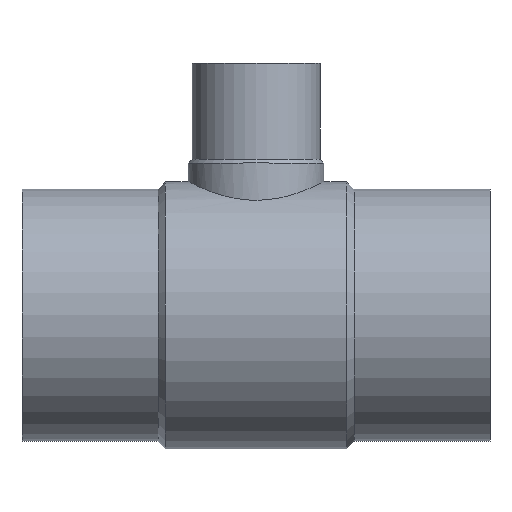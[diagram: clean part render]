
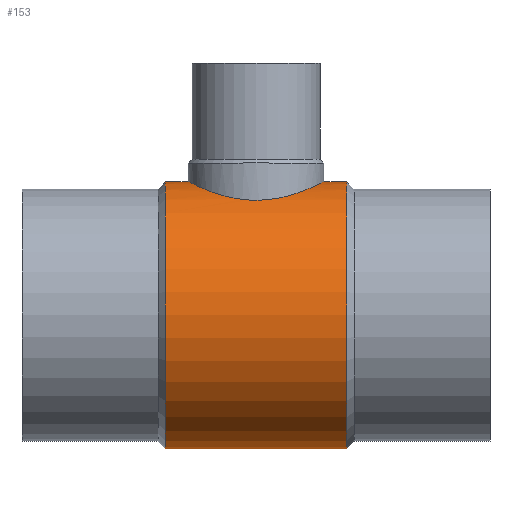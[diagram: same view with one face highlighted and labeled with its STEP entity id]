
A CAD part, top view. The second image highlights one B-rep face of the part: STEP entity #153.
In plain terms, the highlighted cylindrical face has radius 166.85 mm (diameter 333.7 mm), a partial arc.
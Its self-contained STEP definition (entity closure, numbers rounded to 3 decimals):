
#131 = EDGE_CURVE( '', #145, #261, #358, .T. );
#135 = VERTEX_POINT( '', #363 );
#145 = VERTEX_POINT( '', #375 );
#153 = ADVANCED_FACE( '', ( #384 ), #385, .T. );
#171 = EDGE_CURVE( '', #309, #135, #405, .T. );
#185 = VERTEX_POINT( '', #420 );
#209 = EDGE_CURVE( '', #135, #185, #451, .T. );
#245 = VERTEX_POINT( '', #491 );
#261 = VERTEX_POINT( '', #508 );
#277 = EDGE_CURVE( '', #245, #261, #527, .T. );
#309 = VERTEX_POINT( '', #562 );
#335 = EDGE_CURVE( '', #185, #245, #588, .T. );
#337 = EDGE_CURVE( '', #145, #309, #590, .T. );
#358 = CIRCLE( '', #602, 166.85 );
#363 = CARTESIAN_POINT( '', ( -179.35, 166.85, 0. ) );
#375 = CARTESIAN_POINT( '', ( -405.65, -166.85, 0. ) );
#384 = FACE_OUTER_BOUND( '', #632, .T. );
#385 = CYLINDRICAL_SURFACE( '', #633, 166.85 );
#405 = CIRCLE( '', #724, 166.85 );
#420 = CARTESIAN_POINT( '', ( -207.75, 166.85, 0. ) );
#451 = LINE( '', #776, #777 );
#491 = CARTESIAN_POINT( '', ( -377.25, 166.85, 0. ) );
#508 = CARTESIAN_POINT( '', ( -405.65, 166.85, 0. ) );
#527 = LINE( '', #912, #913 );
#562 = CARTESIAN_POINT( '', ( -179.35, -166.85, 0. ) );
#588 = B_SPLINE_CURVE_WITH_KNOTS( '', 3, ( #1097, #1098, #1099, #1100, #1101, #1102, #1103, #1104, #1105, #1106, #1107, #1108, #1109, #1110, #1111, #1112, #1113, #1114, #1115, #1116, #1117, #1118, #1119, #1120, #1121, #1122, #1123, #1124, #1125, #1126, #1127, #1128, #1129, #1130, #1131, #1132, #1133, #1134, #1135, #1136, #1137, #1138, #1139, #1140, #1141, #1142, #1143, #1144, #1145, #1146, #1147, #1148, #1149, #1150, #1151, #1152, #1153, #1154, #1155, #1156, #1157, #1158, #1159, #1160, #1161, #1162 ), .UNSPECIFIED., .F., .F., ( 4, 2, 2, 2, 2, 2, 2, 2, 2, 2, 2, 2, 2, 2, 2, 2, 2, 2, 2, 2, 2, 2, 2, 2, 2, 2, 2, 2, 2, 2, 2, 2, 4 ), ( 130.405, 138.544, 146.682, 154.82, 162.959, 171.097, 179.236, 187.374, 195.512, 203.675, 211.837, 219.999, 228.161, 236.324, 244.486, 252.648, 260.811, 268.973, 277.135, 285.298, 293.46, 301.622, 309.784, 317.947, 326.109, 334.247, 342.386, 350.524, 358.662, 366.801, 374.939, 383.078, 391.216 ), .UNSPECIFIED. );
#590 = LINE( '', #1165, #1166 );
#602 = AXIS2_PLACEMENT_3D( '', #1176, #1177, #1178 );
#632 = EDGE_LOOP( '', ( #1214, #1215, #1216, #1217, #1218, #1219 ) );
#633 = AXIS2_PLACEMENT_3D( '', #1220, #1221, #1222 );
#724 = AXIS2_PLACEMENT_3D( '', #1246, #1247, #1248 );
#776 = CARTESIAN_POINT( '', ( -292.5, 166.85, 0. ) );
#777 = VECTOR( '', #1323, 1. );
#912 = CARTESIAN_POINT( '', ( -292.5, 166.85, 0. ) );
#913 = VECTOR( '', #1407, 1. );
#1097 = CARTESIAN_POINT( '', ( -207.75, 166.85, 0. ) );
#1098 = CARTESIAN_POINT( '', ( -207.75, 166.85, 2.713 ) );
#1099 = CARTESIAN_POINT( '', ( -207.881, 166.783, 5.464 ) );
#1100 = CARTESIAN_POINT( '', ( -208.42, 166.511, 10.991 ) );
#1101 = CARTESIAN_POINT( '', ( -208.828, 166.304, 13.765 ) );
#1102 = CARTESIAN_POINT( '', ( -209.925, 165.755, 19.284 ) );
#1103 = CARTESIAN_POINT( '', ( -210.614, 165.412, 22.029 ) );
#1104 = CARTESIAN_POINT( '', ( -212.265, 164.601, 27.44 ) );
#1105 = CARTESIAN_POINT( '', ( -213.227, 164.133, 30.106 ) );
#1106 = CARTESIAN_POINT( '', ( -215.406, 163.092, 35.313 ) );
#1107 = CARTESIAN_POINT( '', ( -216.624, 162.518, 37.857 ) );
#1108 = CARTESIAN_POINT( '', ( -219.29, 161.291, 42.787 ) );
#1109 = CARTESIAN_POINT( '', ( -220.739, 160.637, 45.172 ) );
#1110 = CARTESIAN_POINT( '', ( -223.832, 159.279, 49.749 ) );
#1111 = CARTESIAN_POINT( '', ( -225.478, 158.575, 51.941 ) );
#1112 = CARTESIAN_POINT( '', ( -228.922, 157.15, 56.105 ) );
#1113 = CARTESIAN_POINT( '', ( -230.722, 156.429, 58.076 ) );
#1114 = CARTESIAN_POINT( '', ( -234.429, 155.002, 61.784 ) );
#1115 = CARTESIAN_POINT( '', ( -236.405, 154.27, 63.586 ) );
#1116 = CARTESIAN_POINT( '', ( -240.574, 152.803, 67.034 ) );
#1117 = CARTESIAN_POINT( '', ( -242.767, 152.069, 68.679 ) );
#1118 = CARTESIAN_POINT( '', ( -247.343, 150.635, 71.771 ) );
#1119 = CARTESIAN_POINT( '', ( -249.726, 149.935, 73.217 ) );
#1120 = CARTESIAN_POINT( '', ( -254.649, 148.605, 75.879 ) );
#1121 = CARTESIAN_POINT( '', ( -257.189, 147.976, 77.095 ) );
#1122 = CARTESIAN_POINT( '', ( -262.389, 146.822, 79.27 ) );
#1123 = CARTESIAN_POINT( '', ( -265.05, 146.297, 80.231 ) );
#1124 = CARTESIAN_POINT( '', ( -270.455, 145.38, 81.881 ) );
#1125 = CARTESIAN_POINT( '', ( -273.197, 144.988, 82.57 ) );
#1126 = CARTESIAN_POINT( '', ( -278.715, 144.357, 83.669 ) );
#1127 = CARTESIAN_POINT( '', ( -281.49, 144.118, 84.078 ) );
#1128 = CARTESIAN_POINT( '', ( -287.022, 143.801, 84.618 ) );
#1129 = CARTESIAN_POINT( '', ( -289.779, 143.723, 84.75 ) );
#1130 = CARTESIAN_POINT( '', ( -295.221, 143.723, 84.75 ) );
#1131 = CARTESIAN_POINT( '', ( -297.978, 143.801, 84.618 ) );
#1132 = CARTESIAN_POINT( '', ( -303.51, 144.118, 84.078 ) );
#1133 = CARTESIAN_POINT( '', ( -306.285, 144.357, 83.669 ) );
#1134 = CARTESIAN_POINT( '', ( -311.803, 144.988, 82.57 ) );
#1135 = CARTESIAN_POINT( '', ( -314.545, 145.38, 81.881 ) );
#1136 = CARTESIAN_POINT( '', ( -319.95, 146.297, 80.231 ) );
#1137 = CARTESIAN_POINT( '', ( -322.611, 146.822, 79.27 ) );
#1138 = CARTESIAN_POINT( '', ( -327.811, 147.976, 77.095 ) );
#1139 = CARTESIAN_POINT( '', ( -330.351, 148.605, 75.879 ) );
#1140 = CARTESIAN_POINT( '', ( -335.274, 149.935, 73.217 ) );
#1141 = CARTESIAN_POINT( '', ( -337.657, 150.635, 71.771 ) );
#1142 = CARTESIAN_POINT( '', ( -342.233, 152.069, 68.679 ) );
#1143 = CARTESIAN_POINT( '', ( -344.426, 152.803, 67.034 ) );
#1144 = CARTESIAN_POINT( '', ( -348.595, 154.27, 63.586 ) );
#1145 = CARTESIAN_POINT( '', ( -350.571, 155.002, 61.784 ) );
#1146 = CARTESIAN_POINT( '', ( -354.278, 156.429, 58.076 ) );
#1147 = CARTESIAN_POINT( '', ( -356.078, 157.15, 56.105 ) );
#1148 = CARTESIAN_POINT( '', ( -359.522, 158.575, 51.941 ) );
#1149 = CARTESIAN_POINT( '', ( -361.168, 159.279, 49.749 ) );
#1150 = CARTESIAN_POINT( '', ( -364.261, 160.637, 45.172 ) );
#1151 = CARTESIAN_POINT( '', ( -365.71, 161.291, 42.787 ) );
#1152 = CARTESIAN_POINT( '', ( -368.376, 162.518, 37.857 ) );
#1153 = CARTESIAN_POINT( '', ( -369.594, 163.092, 35.313 ) );
#1154 = CARTESIAN_POINT( '', ( -371.773, 164.133, 30.106 ) );
#1155 = CARTESIAN_POINT( '', ( -372.735, 164.601, 27.44 ) );
#1156 = CARTESIAN_POINT( '', ( -374.386, 165.412, 22.029 ) );
#1157 = CARTESIAN_POINT( '', ( -375.075, 165.755, 19.284 ) );
#1158 = CARTESIAN_POINT( '', ( -376.172, 166.304, 13.765 ) );
#1159 = CARTESIAN_POINT( '', ( -376.58, 166.511, 10.991 ) );
#1160 = CARTESIAN_POINT( '', ( -377.119, 166.783, 5.464 ) );
#1161 = CARTESIAN_POINT( '', ( -377.25, 166.85, 2.713 ) );
#1162 = CARTESIAN_POINT( '', ( -377.25, 166.85, 0. ) );
#1165 = CARTESIAN_POINT( '', ( -292.5, -166.85, 0. ) );
#1166 = VECTOR( '', #1455, 1. );
#1176 = CARTESIAN_POINT( '', ( -405.65, 0., 0. ) );
#1177 = DIRECTION( '', ( -1., 0., 0. ) );
#1178 = DIRECTION( '', ( 0., 1., 0. ) );
#1214 = ORIENTED_EDGE( '', *, *, #209, .T. );
#1215 = ORIENTED_EDGE( '', *, *, #335, .T. );
#1216 = ORIENTED_EDGE( '', *, *, #277, .T. );
#1217 = ORIENTED_EDGE( '', *, *, #131, .F. );
#1218 = ORIENTED_EDGE( '', *, *, #337, .T. );
#1219 = ORIENTED_EDGE( '', *, *, #171, .T. );
#1220 = CARTESIAN_POINT( '', ( -292.5, 0., 0. ) );
#1221 = DIRECTION( '', ( 1., 0., 0. ) );
#1222 = DIRECTION( '', ( 0., 1., 0. ) );
#1246 = CARTESIAN_POINT( '', ( -179.35, 0., 0. ) );
#1247 = DIRECTION( '', ( -1., 0., 0. ) );
#1248 = DIRECTION( '', ( 0., 1., 0. ) );
#1323 = DIRECTION( '', ( -1., 0., 0. ) );
#1407 = DIRECTION( '', ( -1., 0., 0. ) );
#1455 = DIRECTION( '', ( 1., 0., 0. ) );
